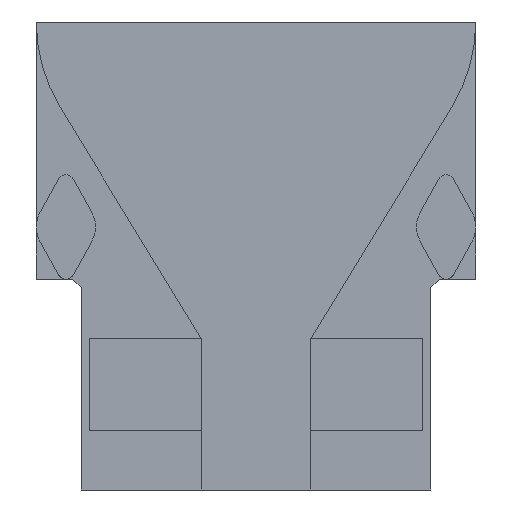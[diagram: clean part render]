
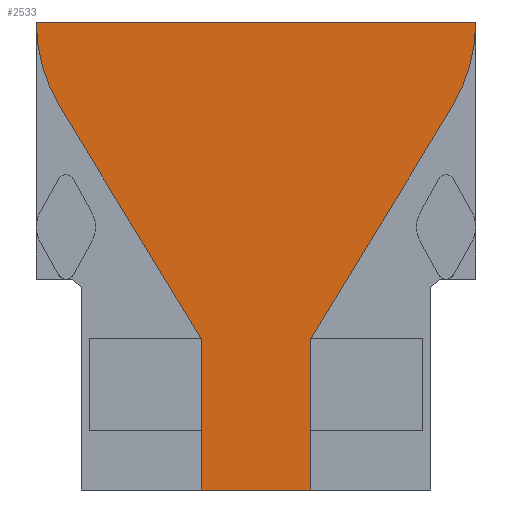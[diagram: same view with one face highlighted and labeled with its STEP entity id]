
A CAD part, front view. The second image highlights one B-rep face of the part: STEP entity #2533.
In plain terms, the highlighted planar face has unit normal (0, -1, 0).
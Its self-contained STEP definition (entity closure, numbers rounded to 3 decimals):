
#16 = LINE ( 'NONE', #829, #157 ) ;
#37 = VERTEX_POINT ( 'NONE', #105 ) ;
#78 = VECTOR ( 'NONE', #354, 1000. ) ;
#105 = CARTESIAN_POINT ( 'NONE',  ( 125., 0., -144. ) ) ;
#150 = CARTESIAN_POINT ( 'NONE',  ( 189.024, 0., -39.063 ) ) ;
#157 = VECTOR ( 'NONE', #1204, 1000. ) ;
#166 = CARTESIAN_POINT ( 'NONE',  ( 200., 0., 0. ) ) ;
#217 = DIRECTION ( 'NONE',  ( 0., 0., 1. ) ) ;
#227 = VERTEX_POINT ( 'NONE', #1987 ) ;
#309 = EDGE_CURVE ( 'NONE', #227, #37, #2601, .T. ) ;
#354 = DIRECTION ( 'NONE',  ( 0., 0., 1. ) ) ;
#355 = EDGE_LOOP ( 'NONE', ( #838, #1172, #2396, #919, #1841, #2587, #866, #1497 ) ) ;
#432 = EDGE_CURVE ( 'NONE', #1896, #1255, #2106, .T. ) ;
#442 = EDGE_CURVE ( 'NONE', #1534, #227, #627, .T. ) ;
#474 = CARTESIAN_POINT ( 'NONE',  ( 0., 0., 0. ) ) ;
#500 = LINE ( 'NONE', #2449, #1598 ) ;
#627 = LINE ( 'NONE', #1438, #1685 ) ;
#712 = DIRECTION ( 'NONE',  ( 0.521, 0., 0.854 ) ) ;
#829 = CARTESIAN_POINT ( 'NONE',  ( 75., 0., -144. ) ) ;
#838 = ORIENTED_EDGE ( 'NONE', *, *, #2493, .T. ) ;
#866 = ORIENTED_EDGE ( 'NONE', *, *, #2058, .F. ) ;
#919 = ORIENTED_EDGE ( 'NONE', *, *, #309, .T. ) ;
#926 = CARTESIAN_POINT ( 'NONE',  ( 10.976, 0., -39.063 ) ) ;
#957 = CARTESIAN_POINT ( 'NONE',  ( 125., 0., 0. ) ) ;
#982 = AXIS2_PLACEMENT_3D ( 'NONE', #1616, #1208, #1652 ) ;
#1045 = EDGE_CURVE ( 'NONE', #1253, #2272, #1585, .T. ) ;
#1082 = DIRECTION ( 'NONE',  ( 0., 1., 0. ) ) ;
#1172 = ORIENTED_EDGE ( 'NONE', *, *, #1809, .T. ) ;
#1204 = DIRECTION ( 'NONE',  ( 0.521, 0., -0.854 ) ) ;
#1208 = DIRECTION ( 'NONE',  ( 0., -1., 0. ) ) ;
#1209 = AXIS2_PLACEMENT_3D ( 'NONE', #2410, #1213, #217 ) ;
#1213 = DIRECTION ( 'NONE',  ( 0., 1., 0. ) ) ;
#1253 = VERTEX_POINT ( 'NONE', #166 ) ;
#1255 = VERTEX_POINT ( 'NONE', #926 ) ;
#1281 = DIRECTION ( 'NONE',  ( 0., 0., 1. ) ) ;
#1288 = CARTESIAN_POINT ( 'NONE',  ( 0., 0., 0. ) ) ;
#1319 = VERTEX_POINT ( 'NONE', #1637 ) ;
#1320 = DIRECTION ( 'NONE',  ( 0., 0., -1. ) ) ;
#1402 = CARTESIAN_POINT ( 'NONE',  ( 0., 0., 0. ) ) ;
#1438 = CARTESIAN_POINT ( 'NONE',  ( 0., 0., -213. ) ) ;
#1449 = FACE_OUTER_BOUND ( 'NONE', #355, .T. ) ;
#1476 = DIRECTION ( 'NONE',  ( 1., 0., 0. ) ) ;
#1497 = ORIENTED_EDGE ( 'NONE', *, *, #432, .T. ) ;
#1503 = EDGE_CURVE ( 'NONE', #37, #2272, #1570, .T. ) ;
#1534 = VERTEX_POINT ( 'NONE', #2226 ) ;
#1570 = LINE ( 'NONE', #1965, #1878 ) ;
#1585 = CIRCLE ( 'NONE', #1209, 75. ) ;
#1598 = VECTOR ( 'NONE', #1320, 1000. ) ;
#1616 = CARTESIAN_POINT ( 'NONE',  ( 75., 0., 0. ) ) ;
#1637 = CARTESIAN_POINT ( 'NONE',  ( 75., 0., -144. ) ) ;
#1652 = DIRECTION ( 'NONE',  ( 0., 0., 1. ) ) ;
#1683 = LINE ( 'NONE', #1288, #2057 ) ;
#1685 = VECTOR ( 'NONE', #2245, 1000. ) ;
#1809 = EDGE_CURVE ( 'NONE', #1319, #1534, #500, .T. ) ;
#1841 = ORIENTED_EDGE ( 'NONE', *, *, #1503, .T. ) ;
#1878 = VECTOR ( 'NONE', #712, 1000. ) ;
#1896 = VERTEX_POINT ( 'NONE', #1402 ) ;
#1965 = CARTESIAN_POINT ( 'NONE',  ( 125., 0., -144. ) ) ;
#1987 = CARTESIAN_POINT ( 'NONE',  ( 125., 0., -213. ) ) ;
#2057 = VECTOR ( 'NONE', #1476, 1000. ) ;
#2058 = EDGE_CURVE ( 'NONE', #1896, #1253, #1683, .T. ) ;
#2106 = CIRCLE ( 'NONE', #982, 75. ) ;
#2226 = CARTESIAN_POINT ( 'NONE',  ( 75., 0., -213. ) ) ;
#2245 = DIRECTION ( 'NONE',  ( 1., 0., 0. ) ) ;
#2272 = VERTEX_POINT ( 'NONE', #150 ) ;
#2287 = PLANE ( 'NONE',  #2508 ) ;
#2396 = ORIENTED_EDGE ( 'NONE', *, *, #442, .T. ) ;
#2410 = CARTESIAN_POINT ( 'NONE',  ( 125., 0., 0. ) ) ;
#2449 = CARTESIAN_POINT ( 'NONE',  ( 75., 0., 0. ) ) ;
#2493 = EDGE_CURVE ( 'NONE', #1255, #1319, #16, .T. ) ;
#2508 = AXIS2_PLACEMENT_3D ( 'NONE', #474, #1082, #1281 ) ;
#2533 = ADVANCED_FACE ( 'NONE', ( #1449 ), #2287, .F. ) ;
#2587 = ORIENTED_EDGE ( 'NONE', *, *, #1045, .F. ) ;
#2601 = LINE ( 'NONE', #957, #78 ) ;
